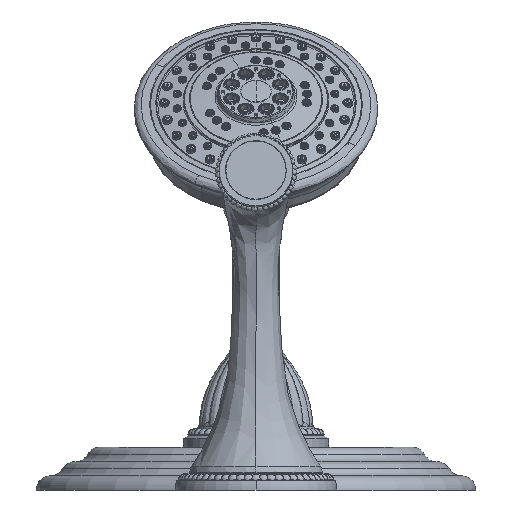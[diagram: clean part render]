
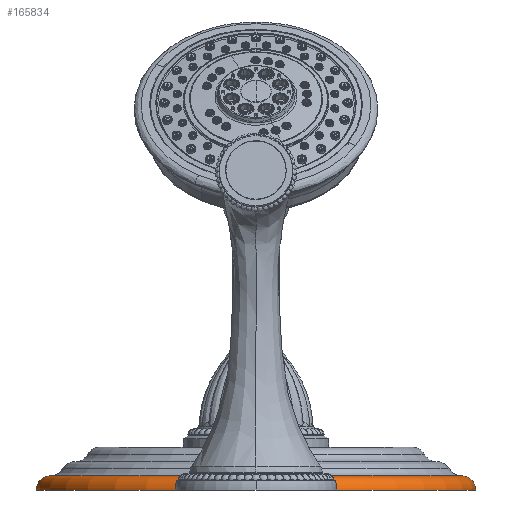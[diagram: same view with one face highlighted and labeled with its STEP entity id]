
A CAD part, front view. The second image highlights one B-rep face of the part: STEP entity #165834.
In plain terms, the highlighted toroidal (fillet/blend) face has major radius 92.075 mm and minor radius 6.35 mm.
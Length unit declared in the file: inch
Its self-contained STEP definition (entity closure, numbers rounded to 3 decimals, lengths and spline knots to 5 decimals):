
#79210=CARTESIAN_POINT('',(0.,2.175,0.25));
#79211=DIRECTION('',(0.,0.,-1.));
#79212=DIRECTION('',(1.,0.,0.));
#79213=AXIS2_PLACEMENT_3D('',#79210,#79211,#79212);
#79235=CARTESIAN_POINT('',(3.625,2.175,0.));
#79236=DIRECTION('',(0.,-1.,0.));
#79237=DIRECTION('',(1.,0.,0.));
#79238=AXIS2_PLACEMENT_3D('',#79235,#79236,#79237);
#79240=CARTESIAN_POINT('',(-3.625,2.175,0.));
#79241=DIRECTION('',(0.,1.,0.));
#79242=DIRECTION('',(-1.,0.,0.));
#79243=AXIS2_PLACEMENT_3D('',#79240,#79241,#79242);
#79245=CARTESIAN_POINT('',(0.,2.175,0.));
#79246=DIRECTION('',(0.,0.,-1.));
#79247=DIRECTION('',(1.,0.,0.));
#79248=AXIS2_PLACEMENT_3D('',#79245,#79246,#79247);
#93591=CARTESIAN_POINT('',(3.625,2.175,0.25));
#93593=VERTEX_POINT('',#93591);
#93601=CARTESIAN_POINT('',(-3.625,2.175,0.25));
#93603=VERTEX_POINT('',#93601);
#94063=CARTESIAN_POINT('',(3.875,2.175,0.));
#94064=CARTESIAN_POINT('',(-3.875,2.175,0.));
#94065=VERTEX_POINT('',#94063);
#94066=VERTEX_POINT('',#94064);
#165823=CARTESIAN_POINT('',(0.,2.175,0.));
#165824=DIRECTION('',(0.,0.,-1.));
#165825=DIRECTION('',(-1.,0.,0.));
#165826=AXIS2_PLACEMENT_3D('',#165823,#165824,#165825);
#165827=TOROIDAL_SURFACE('',#165826,3.625,0.25);
#165828=ORIENTED_EDGE('',*,*,#165817,.T.);
#165829=ORIENTED_EDGE('',*,*,#165807,.T.);
#165830=ORIENTED_EDGE('',*,*,#165776,.F.);
#165831=ORIENTED_EDGE('',*,*,#165804,.F.);
#165832=EDGE_LOOP('',(#165828,#165829,#165830,#165831));
#165833=FACE_OUTER_BOUND('',#165832,.F.);
#165834=ADVANCED_FACE('',(#165833),#165827,.T.);
#79214=CIRCLE('',#79213,3.625);
#79239=CIRCLE('',#79238,0.25);
#79244=CIRCLE('',#79243,0.25);
#79249=CIRCLE('',#79248,3.875);
#165776=EDGE_CURVE('',#93593,#93603,#79214,.T.);
#165804=EDGE_CURVE('',#94065,#93593,#79239,.T.);
#165807=EDGE_CURVE('',#94066,#93603,#79244,.T.);
#165817=EDGE_CURVE('',#94065,#94066,#79249,.T.);
